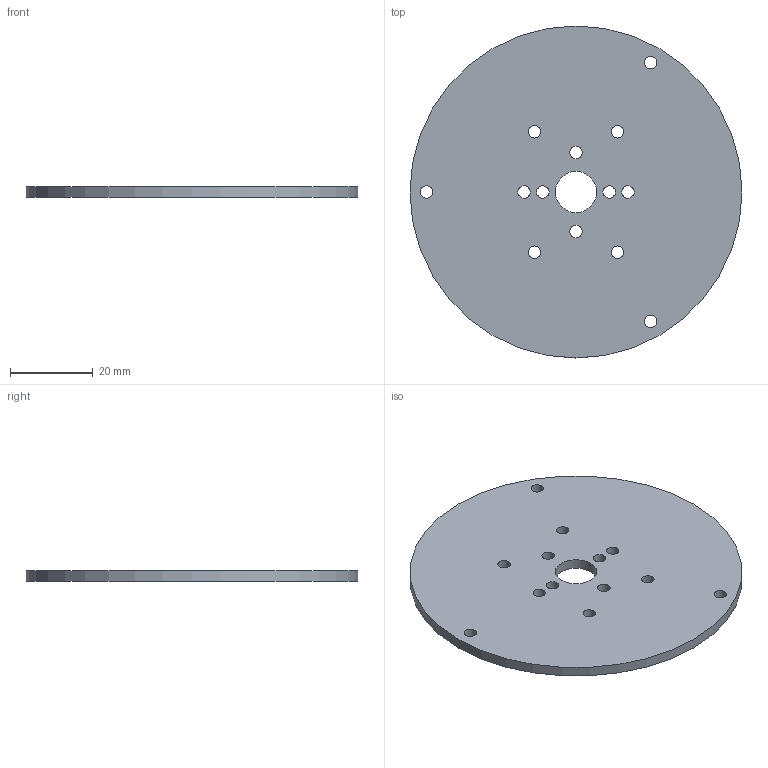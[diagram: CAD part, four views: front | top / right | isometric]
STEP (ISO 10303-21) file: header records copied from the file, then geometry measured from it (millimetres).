
FILE_DESCRIPTION(/* description */ (''),/* implementation_level */ '2;1');
FILE_NAME(/* name */ 'plat_case.step',/* time_stamp */ '2024-02-09T09:19:53+09:00',/* author */ (''),/* organization */ (''),/* preprocessor_version */ 'ST-DEVELOPER v20',/* originating_system */ 'Autodesk Translation Framework v12.14.0.127',/* authorisation */ '');
FILE_SCHEMA (('AUTOMOTIVE_DESIGN { 1 0 10303 214 3 1 1 }'));
Length unit declared in the file: millimetre
Products named in the file (1): planetary_base_2
Bounding box: 80 x 80 x 2.5 mm (x, y, z)
Volume: 12140.3 mm3; surface area: 10725.4 mm2
Topology: 1 solids, 1 shells, 17 faces, 45 edges, 30 vertices
Faces by surface type: cylinder 15, plane 2
Full cylindrical faces by diameter (mm): 3 x13, 10 x1, 80 x1
Entity records: 638 total; most frequent: DIRECTION 111, CARTESIAN_POINT 93, ORIENTED_EDGE 90, AXIS2_PLACEMENT_3D 48, EDGE_LOOP 45, EDGE_CURVE 45, CIRCLE 30, VERTEX_POINT 30
